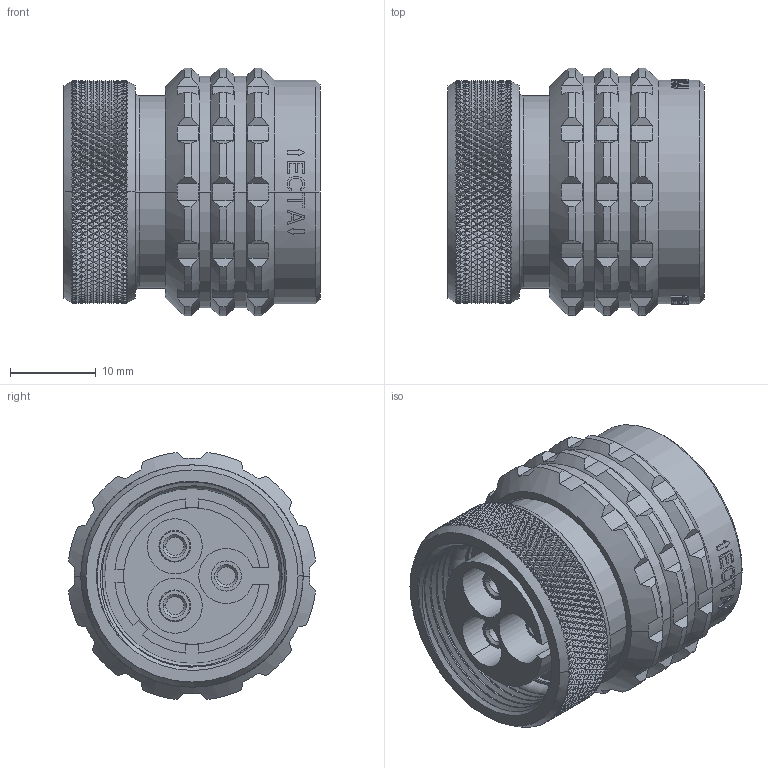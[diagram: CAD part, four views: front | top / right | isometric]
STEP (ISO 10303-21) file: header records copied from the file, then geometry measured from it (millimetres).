
FILE_DESCRIPTION((''),'2;1');
FILE_NAME('1331M303AFZ','2021-03-19T09:47:31',('cgregory'),('NET AG system integration'),'CREO PARAMETRIC BY PTC INC, 2019292','CREO PARAMETRIC BY PTC INC, 2019292','');
FILE_SCHEMA(('AUTOMOTIVE_DESIGN { 1 0 10303 214 1 1 1 1 }'));
Products named in the file (1): 1331M303AFZ
Bounding box: 29.8 x 28.79 x 28.79 mm (x, y, z)
Volume: 12132.7 mm3; surface area: 10191.8 mm2
Topology: 2 solids, 2 shells, 6281 faces, 14017 edges, 7788 vertices
Faces by surface type: plane 4843, cylinder 1333, torus 52, cone 39, sphere 8, bspline 6
Entity records: 218082 total; most frequent: CARTESIAN_POINT 48744, ORIENTED_EDGE 28018, DIRECTION 21817, EDGE_CURVE 14009, VERTEX_POINT 7788, AXIS2_PLACEMENT_3D 7279, VECTOR 7256, LINE 7256
